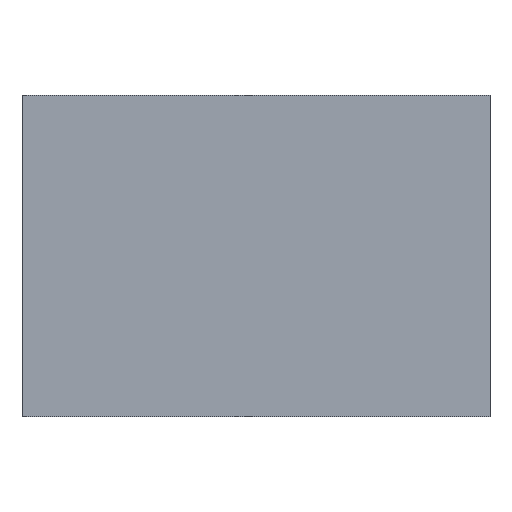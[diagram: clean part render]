
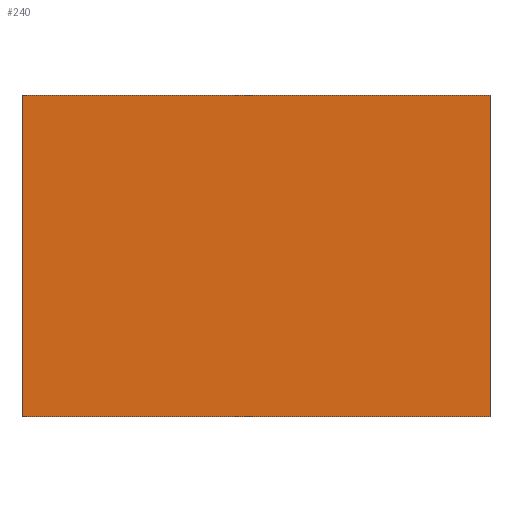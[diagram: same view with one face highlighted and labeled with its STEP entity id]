
A CAD part, front view. The second image highlights one B-rep face of the part: STEP entity #240.
In plain terms, the highlighted planar face has unit normal (0, -1, 0).
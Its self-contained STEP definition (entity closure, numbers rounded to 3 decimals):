
#20=CARTESIAN_POINT('',(-6.55,-5.0,-2.25));
#21=VERTEX_POINT('',#20);
#28=CARTESIAN_POINT('',(-6.55,-5.0,2.25));
#29=VERTEX_POINT('',#28);
#30=CARTESIAN_POINT('',(-6.55,-5.0,2.25));
#31=DIRECTION('',(0.0,0.0,-1.0));
#32=VECTOR('',#31,4.5);
#33=LINE('',#30,#32);
#34=EDGE_CURVE('',#29,#21,#33,.T.);
#173=CARTESIAN_POINT('',(0.0,-5.0,2.25));
#174=VERTEX_POINT('',#173);
#181=CARTESIAN_POINT('',(0.0,-5.0,-2.25));
#182=VERTEX_POINT('',#181);
#183=CARTESIAN_POINT('',(0.0,-5.0,2.25));
#184=DIRECTION('',(0.0,0.0,-1.0));
#185=VECTOR('',#184,4.5);
#186=LINE('',#183,#185);
#187=EDGE_CURVE('',#174,#182,#186,.T.);
#205=CARTESIAN_POINT('',(-6.55,-5.0,2.25));
#206=DIRECTION('',(1.0,0.0,0.0));
#207=VECTOR('',#206,6.55);
#208=LINE('',#205,#207);
#209=EDGE_CURVE('',#29,#174,#208,.T.);
#224=CARTESIAN_POINT('',(-3.275,-5.0,0.0));
#225=DIRECTION('',(0.0,-1.0,0.0));
#226=DIRECTION('',(1.0,0.0,0.0));
#227=AXIS2_PLACEMENT_3D('',#224,#225,#226);
#228=PLANE('',#227);
#229=ORIENTED_EDGE('',*,*,#34,.T.);
#230=CARTESIAN_POINT('',(-6.55,-5.0,-2.25));
#231=DIRECTION('',(1.0,0.0,0.0));
#232=VECTOR('',#231,6.55);
#233=LINE('',#230,#232);
#234=EDGE_CURVE('',#21,#182,#233,.T.);
#235=ORIENTED_EDGE('',*,*,#234,.T.);
#236=ORIENTED_EDGE('',*,*,#187,.F.);
#237=ORIENTED_EDGE('',*,*,#209,.F.);
#238=EDGE_LOOP('',(#229,#235,#236,#237));
#239=FACE_OUTER_BOUND('',#238,.T.);
#240=ADVANCED_FACE('',(#239),#228,.T.);
